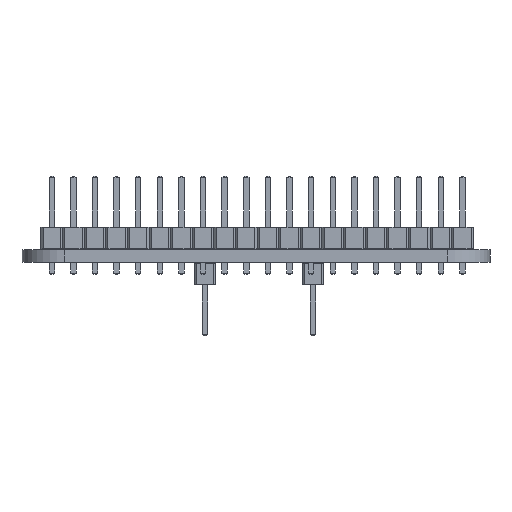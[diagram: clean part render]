
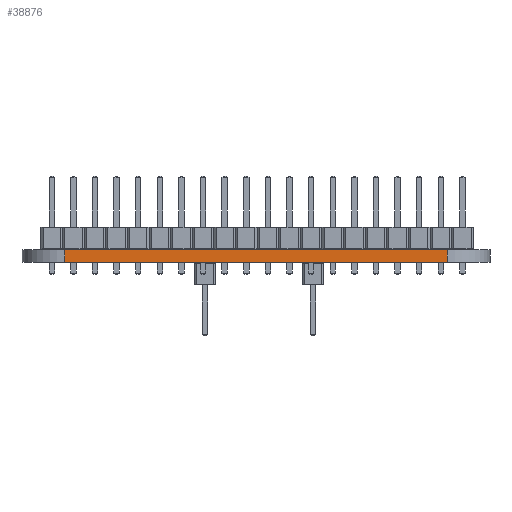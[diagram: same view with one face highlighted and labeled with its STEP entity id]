
A CAD part, left-side view. The second image highlights one B-rep face of the part: STEP entity #38876.
In plain terms, the highlighted planar face has unit normal (-1, 0, 0).
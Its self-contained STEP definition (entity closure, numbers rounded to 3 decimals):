
#36849 = VERTEX_POINT('',#36850);
#36850 = CARTESIAN_POINT('',(80.301,-78.814,0.));
#36857 = EDGE_CURVE('',#36858,#36849,#36860,.T.);
#36858 = VERTEX_POINT('',#36859);
#36859 = CARTESIAN_POINT('',(80.301,-123.814,0.));
#36860 = LINE('',#36861,#36862);
#36861 = CARTESIAN_POINT('',(80.301,-123.814,0.));
#36862 = VECTOR('',#36863,1.);
#36863 = DIRECTION('',(0.,1.,0.));
#37849 = VERTEX_POINT('',#37850);
#37850 = CARTESIAN_POINT('',(80.301,-78.814,1.51));
#37857 = EDGE_CURVE('',#37858,#37849,#37860,.T.);
#37858 = VERTEX_POINT('',#37859);
#37859 = CARTESIAN_POINT('',(80.301,-123.814,1.51));
#37860 = LINE('',#37861,#37862);
#37861 = CARTESIAN_POINT('',(80.301,-123.814,1.51));
#37862 = VECTOR('',#37863,1.);
#37863 = DIRECTION('',(0.,1.,0.));
#38846 = EDGE_CURVE('',#36849,#37849,#38847,.T.);
#38847 = LINE('',#38848,#38849);
#38848 = CARTESIAN_POINT('',(80.301,-78.814,0.));
#38849 = VECTOR('',#38850,1.);
#38850 = DIRECTION('',(0.,0.,1.));
#38876 = ADVANCED_FACE('',(#38877),#38888,.T.);
#38877 = FACE_BOUND('',#38878,.T.);
#38878 = EDGE_LOOP('',(#38879,#38885,#38886,#38887));
#38879 = ORIENTED_EDGE('',*,*,#38880,.T.);
#38880 = EDGE_CURVE('',#36858,#37858,#38881,.T.);
#38881 = LINE('',#38882,#38883);
#38882 = CARTESIAN_POINT('',(80.301,-123.814,0.));
#38883 = VECTOR('',#38884,1.);
#38884 = DIRECTION('',(0.,0.,1.));
#38885 = ORIENTED_EDGE('',*,*,#37857,.T.);
#38886 = ORIENTED_EDGE('',*,*,#38846,.F.);
#38887 = ORIENTED_EDGE('',*,*,#36857,.F.);
#38888 = PLANE('',#38889);
#38889 = AXIS2_PLACEMENT_3D('',#38890,#38891,#38892);
#38890 = CARTESIAN_POINT('',(80.301,-123.814,0.));
#38891 = DIRECTION('',(-1.,0.,0.));
#38892 = DIRECTION('',(0.,1.,0.));
